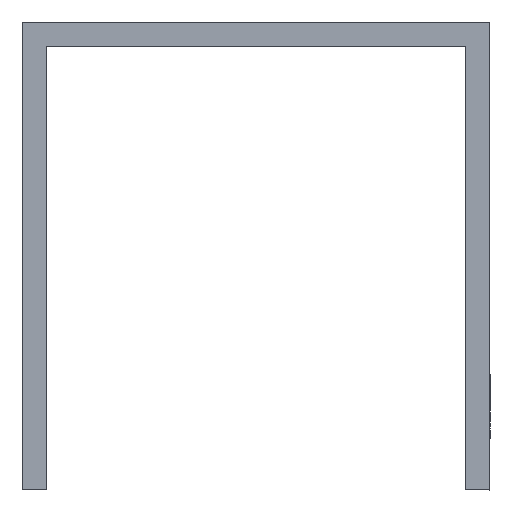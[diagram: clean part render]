
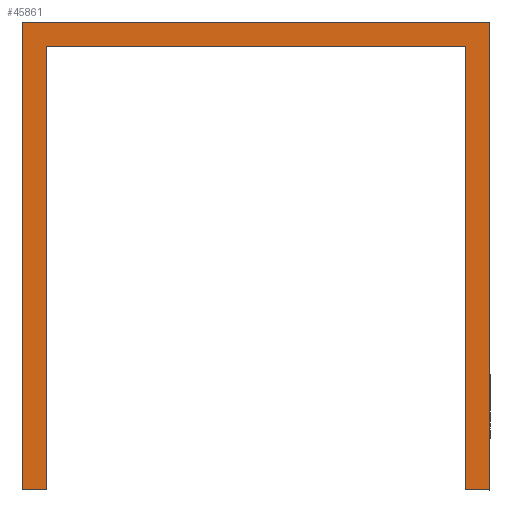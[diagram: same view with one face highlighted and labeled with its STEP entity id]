
A CAD part, front view. The second image highlights one B-rep face of the part: STEP entity #45861.
In plain terms, the highlighted planar face has unit normal (0, -1, 0).
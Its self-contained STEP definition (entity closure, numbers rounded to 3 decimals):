
#532 = VERTEX_POINT ( 'NONE', #40130 ) ;
#1684 = LINE ( 'NONE', #26672, #34565 ) ;
#1707 = VECTOR ( 'NONE', #33172, 1000. ) ;
#2890 = CARTESIAN_POINT ( 'NONE',  ( -21.5, 0., 0. ) ) ;
#3611 = DIRECTION ( 'NONE',  ( -1., 0., 0. ) ) ;
#4732 = EDGE_CURVE ( 'NONE', #31491, #28866, #1684, .T. ) ;
#5219 = CARTESIAN_POINT ( 'NONE',  ( -21.5, 0., 0. ) ) ;
#5358 = VERTEX_POINT ( 'NONE', #32715 ) ;
#5895 = CARTESIAN_POINT ( 'NONE',  ( 21.5, 0., 0. ) ) ;
#6219 = ORIENTED_EDGE ( 'NONE', *, *, #44797, .F. ) ;
#6436 = PLANE ( 'NONE',  #21093 ) ;
#7034 = DIRECTION ( 'NONE',  ( 0., 0., -1. ) ) ;
#8562 = EDGE_CURVE ( 'NONE', #532, #47287, #17783, .T. ) ;
#8843 = ORIENTED_EDGE ( 'NONE', *, *, #43711, .F. ) ;
#8939 = EDGE_CURVE ( 'NONE', #5358, #25500, #25592, .T. ) ;
#10096 = CARTESIAN_POINT ( 'NONE',  ( 0., 0., 0. ) ) ;
#10253 = DIRECTION ( 'NONE',  ( 0., 0., -1. ) ) ;
#11283 = CARTESIAN_POINT ( 'NONE',  ( 21.5, 0., -45.5 ) ) ;
#12617 = CARTESIAN_POINT ( 'NONE',  ( 21.5, 0., 0. ) ) ;
#12723 = ORIENTED_EDGE ( 'NONE', *, *, #8562, .F. ) ;
#15088 = DIRECTION ( 'NONE',  ( -1., 0., 0. ) ) ;
#15787 = CARTESIAN_POINT ( 'NONE',  ( -21.5, 0., -45.5 ) ) ;
#15803 = FACE_OUTER_BOUND ( 'NONE', #47018, .T. ) ;
#16120 = CARTESIAN_POINT ( 'NONE',  ( 24., 0., 2.5 ) ) ;
#16630 = ORIENTED_EDGE ( 'NONE', *, *, #8939, .F. ) ;
#17474 = VECTOR ( 'NONE', #28842, 1000. ) ;
#17732 = VECTOR ( 'NONE', #15088, 1000. ) ;
#17783 = LINE ( 'NONE', #5895, #1707 ) ;
#18361 = VECTOR ( 'NONE', #31192, 1000. ) ;
#18603 = LINE ( 'NONE', #2890, #47852 ) ;
#18998 = ORIENTED_EDGE ( 'NONE', *, *, #19320, .F. ) ;
#19320 = EDGE_CURVE ( 'NONE', #45405, #31491, #38004, .T. ) ;
#19463 = DIRECTION ( 'NONE',  ( 0., 0., -1. ) ) ;
#20658 = CARTESIAN_POINT ( 'NONE',  ( -24., 0., -45.5 ) ) ;
#21093 = AXIS2_PLACEMENT_3D ( 'NONE', #10096, #29898, #10253 ) ;
#22312 = LINE ( 'NONE', #20658, #17474 ) ;
#22945 = VECTOR ( 'NONE', #3611, 1000. ) ;
#22968 = CARTESIAN_POINT ( 'NONE',  ( -21.5, 0., 0. ) ) ;
#24343 = LINE ( 'NONE', #22968, #17732 ) ;
#25138 = VERTEX_POINT ( 'NONE', #5219 ) ;
#25500 = VERTEX_POINT ( 'NONE', #40425 ) ;
#25592 = LINE ( 'NONE', #15787, #18361 ) ;
#26672 = CARTESIAN_POINT ( 'NONE',  ( 24., 0., -45.5 ) ) ;
#28842 = DIRECTION ( 'NONE',  ( 0., 0., 1. ) ) ;
#28866 = VERTEX_POINT ( 'NONE', #42328 ) ;
#29898 = DIRECTION ( 'NONE',  ( 0., -1., 0. ) ) ;
#30382 = CARTESIAN_POINT ( 'NONE',  ( 24., 0., 2.5 ) ) ;
#30423 = EDGE_CURVE ( 'NONE', #47287, #25138, #24343, .T. ) ;
#31192 = DIRECTION ( 'NONE',  ( -1., 0., 0. ) ) ;
#31491 = VERTEX_POINT ( 'NONE', #16120 ) ;
#32715 = CARTESIAN_POINT ( 'NONE',  ( -21.5, 0., -45.5 ) ) ;
#33172 = DIRECTION ( 'NONE',  ( 0., 0., 1. ) ) ;
#33238 = VECTOR ( 'NONE', #41515, 1000. ) ;
#34565 = VECTOR ( 'NONE', #19463, 1000. ) ;
#36102 = EDGE_CURVE ( 'NONE', #25500, #45405, #22312, .T. ) ;
#37900 = ORIENTED_EDGE ( 'NONE', *, *, #30423, .F. ) ;
#38004 = LINE ( 'NONE', #30382, #33238 ) ;
#38230 = CARTESIAN_POINT ( 'NONE',  ( -24., 0., 2.5 ) ) ;
#40130 = CARTESIAN_POINT ( 'NONE',  ( 21.5, 0., -45.5 ) ) ;
#40425 = CARTESIAN_POINT ( 'NONE',  ( -24., 0., -45.5 ) ) ;
#41515 = DIRECTION ( 'NONE',  ( 1., 0., 0. ) ) ;
#42086 = ORIENTED_EDGE ( 'NONE', *, *, #4732, .F. ) ;
#42328 = CARTESIAN_POINT ( 'NONE',  ( 24., 0., -45.5 ) ) ;
#42657 = LINE ( 'NONE', #11283, #22945 ) ;
#43711 = EDGE_CURVE ( 'NONE', #28866, #532, #42657, .T. ) ;
#44797 = EDGE_CURVE ( 'NONE', #25138, #5358, #18603, .T. ) ;
#44866 = ORIENTED_EDGE ( 'NONE', *, *, #36102, .F. ) ;
#45405 = VERTEX_POINT ( 'NONE', #38230 ) ;
#45861 = ADVANCED_FACE ( 'NONE', ( #15803 ), #6436, .T. ) ;
#47018 = EDGE_LOOP ( 'NONE', ( #12723, #8843, #42086, #18998, #44866, #16630, #6219, #37900 ) ) ;
#47287 = VERTEX_POINT ( 'NONE', #12617 ) ;
#47852 = VECTOR ( 'NONE', #7034, 1000. ) ;
